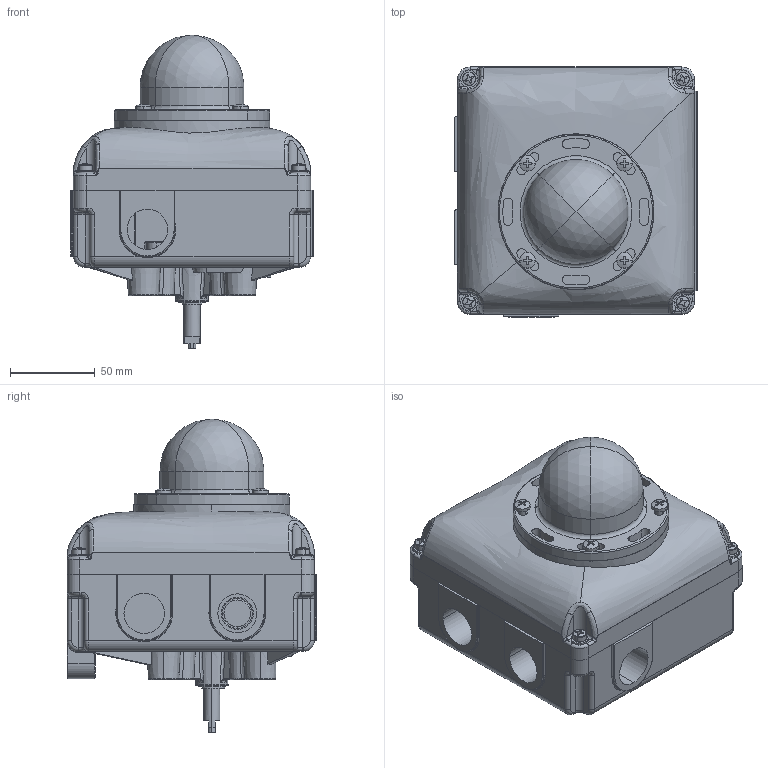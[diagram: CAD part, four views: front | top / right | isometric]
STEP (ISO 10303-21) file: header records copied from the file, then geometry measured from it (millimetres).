
FILE_DESCRIPTION (( 'STEP AP214' ), '1' );
FILE_NAME ('PSPM med Dome_140820.STEP', '2015-10-13T13:10:13', ( '' ), ( '' ), 'SwSTEP 2.0', 'SolidWorks 2015', '' );
FILE_SCHEMA (( 'AUTOMOTIVE_DESIGN' ));
Length unit declared in the file: millimetre
Products named in the file (1): PSPM med Dome_140820
Bounding box: 143 x 147.5 x 185.11 mm (x, y, z)
Volume: 549632.9 mm3; surface area: 243876.4 mm2
Topology: 33 solids, 43 shells, 2055 faces, 4909 edges, 2947 vertices
Faces by surface type: cylinder 782, plane 488, torus 323, cone 226, bspline 197, sphere 39
Entity records: 133251 total; most frequent: CARTESIAN_POINT 85603, DIRECTION 10490, ORIENTED_EDGE 9656, EDGE_CURVE 4828, AXIS2_PLACEMENT_3D 4401, VERTEX_POINT 2947, CIRCLE 2542, EDGE_LOOP 2215
